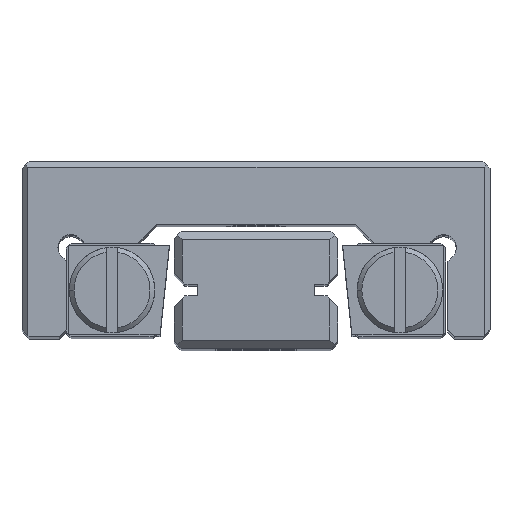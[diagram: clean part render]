
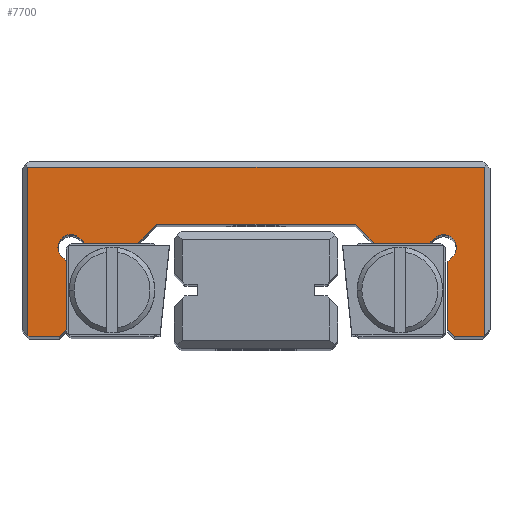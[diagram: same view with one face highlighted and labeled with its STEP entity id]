
A CAD part, top view. The second image highlights one B-rep face of the part: STEP entity #7700.
In plain terms, the highlighted planar face has unit normal (0, 0, 1).
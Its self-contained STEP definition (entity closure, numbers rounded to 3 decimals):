
#6911=PLANE('',#24075);
#7700=ADVANCED_FACE('',(#8718),#6911,.F.);
#8718=FACE_OUTER_BOUND('',#9739,.T.);
#9739=EDGE_LOOP('',(#15547,#15548,#15549,#15550,#15551,#15552,#15553,#15554,
#15555,#15556,#15557,#15558,#15559,#15560,#15561,#15562,#15563,#15564,#15565,
#15566,#15567,#15568,#15569));
#11166=LINE('',#31455,#12951);
#11172=LINE('',#31467,#12957);
#11178=LINE('',#31479,#12963);
#11212=LINE('',#31687,#12997);
#11215=LINE('',#31691,#13000);
#11224=LINE('',#31724,#13009);
#11227=LINE('',#31732,#13012);
#11230=LINE('',#31736,#13015);
#11233=LINE('',#31742,#13018);
#11236=LINE('',#31748,#13021);
#11239=LINE('',#31754,#13024);
#11242=LINE('',#31760,#13027);
#11246=LINE('',#31767,#13031);
#11258=LINE('',#31789,#13043);
#11262=LINE('',#31797,#13047);
#11265=LINE('',#31801,#13050);
#11269=LINE('',#31808,#13054);
#11272=LINE('',#31816,#13057);
#11273=LINE('',#31818,#13058);
#11274=LINE('',#31820,#13059);
#12951=VECTOR('',#26053,1.);
#12957=VECTOR('',#26063,1.);
#12963=VECTOR('',#26073,1.);
#12997=VECTOR('',#26221,1.);
#13000=VECTOR('',#26226,1.);
#13009=VECTOR('',#26263,1.);
#13012=VECTOR('',#26272,1.);
#13015=VECTOR('',#26277,1.);
#13018=VECTOR('',#26282,1.);
#13021=VECTOR('',#26287,1.);
#13024=VECTOR('',#26292,1.);
#13027=VECTOR('',#26297,1.);
#13031=VECTOR('',#26303,1.);
#13043=VECTOR('',#26321,1.);
#13047=VECTOR('',#26327,1.);
#13050=VECTOR('',#26332,1.);
#13054=VECTOR('',#26338,1.);
#13057=VECTOR('',#26351,1.);
#13058=VECTOR('',#26352,1.);
#13059=VECTOR('',#26353,1.);
#15547=ORIENTED_EDGE('',*,*,#21936,.T.);
#15548=ORIENTED_EDGE('',*,*,#21964,.T.);
#15549=ORIENTED_EDGE('',*,*,#21965,.T.);
#15550=ORIENTED_EDGE('',*,*,#21966,.T.);
#15551=ORIENTED_EDGE('',*,*,#21948,.T.);
#15552=ORIENTED_EDGE('',*,*,#21952,.T.);
#15553=ORIENTED_EDGE('',*,*,#21955,.T.);
#15554=ORIENTED_EDGE('',*,*,#21808,.T.);
#15555=ORIENTED_EDGE('',*,*,#21959,.T.);
#15556=ORIENTED_EDGE('',*,*,#21960,.T.);
#15557=ORIENTED_EDGE('',*,*,#21658,.T.);
#15558=ORIENTED_EDGE('',*,*,#21895,.T.);
#15559=ORIENTED_EDGE('',*,*,#21814,.T.);
#15560=ORIENTED_EDGE('',*,*,#21912,.T.);
#15561=ORIENTED_EDGE('',*,*,#21917,.T.);
#15562=ORIENTED_EDGE('',*,*,#21920,.T.);
#15563=ORIENTED_EDGE('',*,*,#21802,.T.);
#15564=ORIENTED_EDGE('',*,*,#21892,.T.);
#15565=ORIENTED_EDGE('',*,*,#21851,.T.);
#15566=ORIENTED_EDGE('',*,*,#21923,.T.);
#15567=ORIENTED_EDGE('',*,*,#21926,.T.);
#15568=ORIENTED_EDGE('',*,*,#21929,.T.);
#15569=ORIENTED_EDGE('',*,*,#21932,.T.);
#19925=VERTEX_POINT('',#31162);
#19926=VERTEX_POINT('',#31163);
#20046=VERTEX_POINT('',#31454);
#20047=VERTEX_POINT('',#31456);
#20050=VERTEX_POINT('',#31466);
#20051=VERTEX_POINT('',#31468);
#20054=VERTEX_POINT('',#31478);
#20055=VERTEX_POINT('',#31480);
#20072=VERTEX_POINT('',#31574);
#20073=VERTEX_POINT('',#31576);
#20109=VERTEX_POINT('',#31723);
#20111=VERTEX_POINT('',#31731);
#20113=VERTEX_POINT('',#31741);
#20115=VERTEX_POINT('',#31747);
#20117=VERTEX_POINT('',#31753);
#20119=VERTEX_POINT('',#31759);
#20121=VERTEX_POINT('',#31766);
#20128=VERTEX_POINT('',#31788);
#20129=VERTEX_POINT('',#31790);
#20131=VERTEX_POINT('',#31796);
#20133=VERTEX_POINT('',#31807);
#20134=VERTEX_POINT('',#31817);
#20135=VERTEX_POINT('',#31819);
#21658=EDGE_CURVE('',#19925,#19926,#23477,.T.);
#21802=EDGE_CURVE('',#20047,#20046,#11166,.T.);
#21808=EDGE_CURVE('',#20051,#20050,#11172,.T.);
#21814=EDGE_CURVE('',#20055,#20054,#11178,.T.);
#21851=EDGE_CURVE('',#20073,#20072,#23538,.T.);
#21892=EDGE_CURVE('',#20046,#20073,#11212,.T.);
#21895=EDGE_CURVE('',#19926,#20055,#11215,.T.);
#21912=EDGE_CURVE('',#20054,#20109,#11224,.T.);
#21917=EDGE_CURVE('',#20109,#20111,#11227,.T.);
#21920=EDGE_CURVE('',#20111,#20047,#11230,.T.);
#21923=EDGE_CURVE('',#20072,#20113,#11233,.T.);
#21926=EDGE_CURVE('',#20113,#20115,#11236,.T.);
#21929=EDGE_CURVE('',#20115,#20117,#11239,.T.);
#21932=EDGE_CURVE('',#20117,#20119,#11242,.T.);
#21936=EDGE_CURVE('',#20119,#20121,#11246,.T.);
#21948=EDGE_CURVE('',#20129,#20128,#11258,.T.);
#21952=EDGE_CURVE('',#20128,#20131,#11262,.T.);
#21955=EDGE_CURVE('',#20131,#20051,#11265,.T.);
#21959=EDGE_CURVE('',#20050,#20133,#11269,.T.);
#21960=EDGE_CURVE('',#20133,#19925,#23569,.T.);
#21964=EDGE_CURVE('',#20121,#20134,#11272,.T.);
#21965=EDGE_CURVE('',#20134,#20135,#11273,.T.);
#21966=EDGE_CURVE('',#20135,#20129,#11274,.T.);
#23477=CIRCLE('',#23907,0.55);
#23538=CIRCLE('',#24005,0.55);
#23569=CIRCLE('',#24071,0.55);
#23907=AXIS2_PLACEMENT_3D('',#31161,#25809,#25810);
#24005=AXIS2_PLACEMENT_3D('',#31575,#26133,#26134);
#24071=AXIS2_PLACEMENT_3D('',#31810,#26341,#26342);
#24075=AXIS2_PLACEMENT_3D('',#31821,#26354,#26355);
#25809=DIRECTION('',(0.,0.,-1.));
#25810=DIRECTION('',(1.,0.,0.));
#26053=DIRECTION('',(1.,0.,0.));
#26063=DIRECTION('',(0.,1.,0.));
#26073=DIRECTION('',(1.,0.,0.));
#26133=DIRECTION('',(0.,0.,-1.));
#26134=DIRECTION('',(-1.,0.,0.));
#26221=DIRECTION('',(0.707,0.707,0.));
#26226=DIRECTION('',(0.707,-0.707,0.));
#26263=DIRECTION('',(0.707,0.707,0.));
#26272=DIRECTION('',(1.,0.,0.));
#26277=DIRECTION('',(0.707,-0.707,0.));
#26282=DIRECTION('',(-0.707,-0.707,0.));
#26287=DIRECTION('',(0.,-1.,0.));
#26292=DIRECTION('',(0.707,-0.707,0.));
#26297=DIRECTION('',(1.,0.,0.));
#26303=DIRECTION('',(0.707,0.707,0.));
#26321=DIRECTION('',(0.707,-0.707,0.));
#26327=DIRECTION('',(1.,0.,0.));
#26332=DIRECTION('',(0.707,0.707,0.));
#26338=DIRECTION('',(-0.707,0.707,0.));
#26341=DIRECTION('',(0.,0.,-1.));
#26342=DIRECTION('',(1.,0.,0.));
#26351=DIRECTION('',(0.,1.,0.));
#26352=DIRECTION('',(-1.,0.,0.));
#26353=DIRECTION('',(0.,-1.,0.));
#26354=DIRECTION('',(0.,0.,-1.));
#26355=DIRECTION('',(-1.,0.,0.));
#31161=CARTESIAN_POINT('',(-7.915,3.815,27.5));
#31162=CARTESIAN_POINT('',(-8.465,3.815,27.5));
#31163=CARTESIAN_POINT('',(-7.526,4.204,27.5));
#31454=CARTESIAN_POINT('',(7.422,4.,27.5));
#31455=CARTESIAN_POINT('',(5.05,4.,27.5));
#31456=CARTESIAN_POINT('',(5.05,4.,27.5));
#31466=CARTESIAN_POINT('',(-8.1,3.222,27.5));
#31467=CARTESIAN_POINT('',(-8.1,0.3,27.5));
#31468=CARTESIAN_POINT('',(-8.1,0.3,27.5));
#31478=CARTESIAN_POINT('',(-5.05,4.,27.5));
#31479=CARTESIAN_POINT('',(-7.322,4.,27.5));
#31480=CARTESIAN_POINT('',(-7.322,4.,27.5));
#31574=CARTESIAN_POINT('',(8.404,3.426,27.5));
#31575=CARTESIAN_POINT('',(8.015,3.815,27.5));
#31576=CARTESIAN_POINT('',(7.626,4.204,27.5));
#31687=CARTESIAN_POINT('',(7.626,4.204,27.5));
#31691=CARTESIAN_POINT('',(-7.526,4.204,27.5));
#31723=CARTESIAN_POINT('',(-4.25,4.8,27.5));
#31724=CARTESIAN_POINT('',(-5.05,4.,27.5));
#31731=CARTESIAN_POINT('',(4.25,4.8,27.5));
#31732=CARTESIAN_POINT('',(-4.25,4.8,27.5));
#31736=CARTESIAN_POINT('',(5.05,4.,27.5));
#31741=CARTESIAN_POINT('',(8.2,3.222,27.5));
#31742=CARTESIAN_POINT('',(8.2,3.222,27.5));
#31747=CARTESIAN_POINT('',(8.2,0.3,27.5));
#31748=CARTESIAN_POINT('',(8.2,0.3,27.5));
#31753=CARTESIAN_POINT('',(8.5,0.,27.5));
#31754=CARTESIAN_POINT('',(8.5,0.,27.5));
#31759=CARTESIAN_POINT('',(9.7,0.,27.5));
#31760=CARTESIAN_POINT('',(8.5,0.,27.5));
#31766=CARTESIAN_POINT('',(9.75,0.05,27.5));
#31767=CARTESIAN_POINT('',(9.7,0.,27.5));
#31788=CARTESIAN_POINT('',(-9.7,0.,27.5));
#31789=CARTESIAN_POINT('',(-10.,0.3,27.5));
#31790=CARTESIAN_POINT('',(-9.75,0.05,27.5));
#31796=CARTESIAN_POINT('',(-8.4,0.,27.5));
#31797=CARTESIAN_POINT('',(-9.7,0.,27.5));
#31801=CARTESIAN_POINT('',(-8.4,0.,27.5));
#31807=CARTESIAN_POINT('',(-8.304,3.426,27.5));
#31808=CARTESIAN_POINT('',(-8.1,3.222,27.5));
#31810=CARTESIAN_POINT('',(-7.915,3.815,27.5));
#31816=CARTESIAN_POINT('',(9.75,3.815,27.5));
#31817=CARTESIAN_POINT('',(9.75,7.25,27.5));
#31818=CARTESIAN_POINT('',(8.015,7.25,27.5));
#31819=CARTESIAN_POINT('',(-9.75,7.25,27.5));
#31820=CARTESIAN_POINT('',(-9.75,3.815,27.5));
#31821=CARTESIAN_POINT('',(8.015,3.815,27.5));
